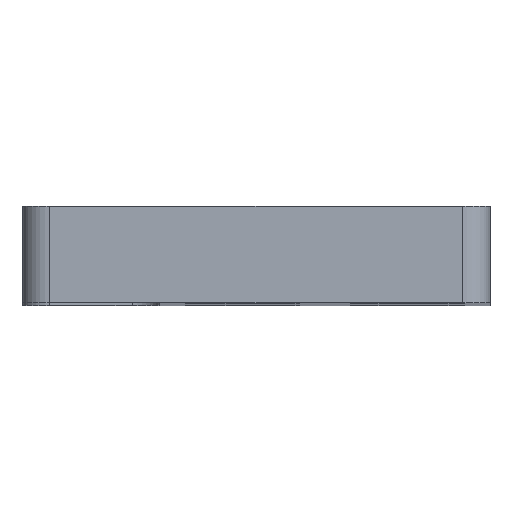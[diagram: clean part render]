
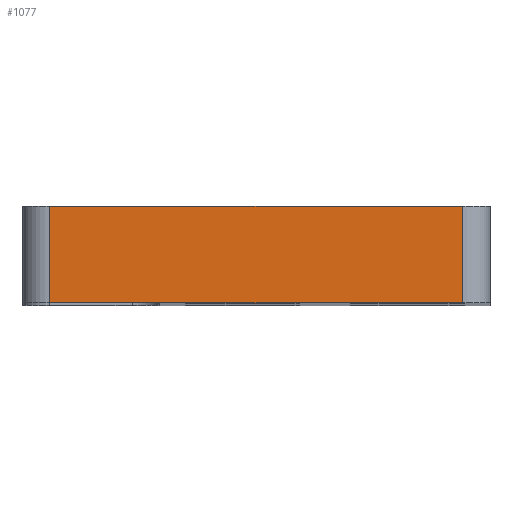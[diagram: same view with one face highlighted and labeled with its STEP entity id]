
A CAD part, top view. The second image highlights one B-rep face of the part: STEP entity #1077.
In plain terms, the highlighted planar face has unit normal (0, 0, 1).
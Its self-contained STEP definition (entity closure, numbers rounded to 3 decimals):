
#32 = PLANE('',#33);
#33 = AXIS2_PLACEMENT_3D('',#34,#35,#36);
#34 = CARTESIAN_POINT('',(76.5,0.,68.));
#35 = DIRECTION('',(0.,1.,0.));
#36 = DIRECTION('',(0.,0.,1.));
#415 = VERTEX_POINT('',#416);
#416 = CARTESIAN_POINT('',(44.5,0.,68.));
#435 = CYLINDRICAL_SURFACE('',#436,2.);
#436 = AXIS2_PLACEMENT_3D('',#437,#438,#439);
#437 = CARTESIAN_POINT('',(44.5,0.,66.));
#438 = DIRECTION('',(0.,-1.,0.));
#439 = DIRECTION('',(0.,0.,1.));
#447 = EDGE_CURVE('',#448,#415,#450,.T.);
#448 = VERTEX_POINT('',#449);
#449 = CARTESIAN_POINT('',(74.5,0.,68.));
#450 = SURFACE_CURVE('',#451,(#455,#462),.PCURVE_S1.);
#451 = LINE('',#452,#453);
#452 = CARTESIAN_POINT('',(76.5,0.,68.));
#453 = VECTOR('',#454,1.);
#454 = DIRECTION('',(-1.,0.,0.));
#455 = PCURVE('',#32,#456);
#456 = DEFINITIONAL_REPRESENTATION('',(#457),#461);
#457 = LINE('',#458,#459);
#458 = CARTESIAN_POINT('',(0.,0.));
#459 = VECTOR('',#460,1.);
#460 = DIRECTION('',(0.,-1.));
#461 = ( GEOMETRIC_REPRESENTATION_CONTEXT(2) 
PARAMETRIC_REPRESENTATION_CONTEXT() REPRESENTATION_CONTEXT('2D SPACE',''
  ) );
#462 = PCURVE('',#463,#468);
#463 = PLANE('',#464);
#464 = AXIS2_PLACEMENT_3D('',#465,#466,#467);
#465 = CARTESIAN_POINT('',(76.5,0.,68.));
#466 = DIRECTION('',(0.,0.,-1.));
#467 = DIRECTION('',(-1.,0.,0.));
#468 = DEFINITIONAL_REPRESENTATION('',(#469),#473);
#469 = LINE('',#470,#471);
#470 = CARTESIAN_POINT('',(0.,0.));
#471 = VECTOR('',#472,1.);
#472 = DIRECTION('',(1.,0.));
#473 = ( GEOMETRIC_REPRESENTATION_CONTEXT(2) 
PARAMETRIC_REPRESENTATION_CONTEXT() REPRESENTATION_CONTEXT('2D SPACE',''
  ) );
#494 = CYLINDRICAL_SURFACE('',#495,2.);
#495 = AXIS2_PLACEMENT_3D('',#496,#497,#498);
#496 = CARTESIAN_POINT('',(74.5,0.,66.));
#497 = DIRECTION('',(0.,-1.,0.));
#498 = DIRECTION('',(1.,0.,0.));
#937 = PLANE('',#938);
#938 = AXIS2_PLACEMENT_3D('',#939,#940,#941);
#939 = CARTESIAN_POINT('',(76.5,-7.,68.));
#940 = DIRECTION('',(0.,1.,0.));
#941 = DIRECTION('',(0.,0.,1.));
#974 = EDGE_CURVE('',#448,#975,#977,.T.);
#975 = VERTEX_POINT('',#976);
#976 = CARTESIAN_POINT('',(74.5,-7.,68.));
#977 = SURFACE_CURVE('',#978,(#982,#989),.PCURVE_S1.);
#978 = LINE('',#979,#980);
#979 = CARTESIAN_POINT('',(74.5,0.,68.));
#980 = VECTOR('',#981,1.);
#981 = DIRECTION('',(0.,-1.,0.));
#982 = PCURVE('',#494,#983);
#983 = DEFINITIONAL_REPRESENTATION('',(#984),#988);
#984 = LINE('',#985,#986);
#985 = CARTESIAN_POINT('',(1.571,0.));
#986 = VECTOR('',#987,1.);
#987 = DIRECTION('',(0.,1.));
#988 = ( GEOMETRIC_REPRESENTATION_CONTEXT(2) 
PARAMETRIC_REPRESENTATION_CONTEXT() REPRESENTATION_CONTEXT('2D SPACE',''
  ) );
#989 = PCURVE('',#463,#990);
#990 = DEFINITIONAL_REPRESENTATION('',(#991),#995);
#991 = LINE('',#992,#993);
#992 = CARTESIAN_POINT('',(2.,0.));
#993 = VECTOR('',#994,1.);
#994 = DIRECTION('',(0.,-1.));
#995 = ( GEOMETRIC_REPRESENTATION_CONTEXT(2) 
PARAMETRIC_REPRESENTATION_CONTEXT() REPRESENTATION_CONTEXT('2D SPACE',''
  ) );
#1077 = ADVANCED_FACE('',(#1078),#463,.F.);
#1078 = FACE_BOUND('',#1079,.F.);
#1079 = EDGE_LOOP('',(#1080,#1081,#1082,#1105));
#1080 = ORIENTED_EDGE('',*,*,#447,.F.);
#1081 = ORIENTED_EDGE('',*,*,#974,.T.);
#1082 = ORIENTED_EDGE('',*,*,#1083,.T.);
#1083 = EDGE_CURVE('',#975,#1084,#1086,.T.);
#1084 = VERTEX_POINT('',#1085);
#1085 = CARTESIAN_POINT('',(44.5,-7.,68.));
#1086 = SURFACE_CURVE('',#1087,(#1091,#1098),.PCURVE_S1.);
#1087 = LINE('',#1088,#1089);
#1088 = CARTESIAN_POINT('',(76.5,-7.,68.));
#1089 = VECTOR('',#1090,1.);
#1090 = DIRECTION('',(-1.,0.,0.));
#1091 = PCURVE('',#463,#1092);
#1092 = DEFINITIONAL_REPRESENTATION('',(#1093),#1097);
#1093 = LINE('',#1094,#1095);
#1094 = CARTESIAN_POINT('',(0.,-7.));
#1095 = VECTOR('',#1096,1.);
#1096 = DIRECTION('',(1.,0.));
#1097 = ( GEOMETRIC_REPRESENTATION_CONTEXT(2) 
PARAMETRIC_REPRESENTATION_CONTEXT() REPRESENTATION_CONTEXT('2D SPACE',''
  ) );
#1098 = PCURVE('',#937,#1099);
#1099 = DEFINITIONAL_REPRESENTATION('',(#1100),#1104);
#1100 = LINE('',#1101,#1102);
#1101 = CARTESIAN_POINT('',(0.,0.));
#1102 = VECTOR('',#1103,1.);
#1103 = DIRECTION('',(0.,-1.));
#1104 = ( GEOMETRIC_REPRESENTATION_CONTEXT(2) 
PARAMETRIC_REPRESENTATION_CONTEXT() REPRESENTATION_CONTEXT('2D SPACE',''
  ) );
#1105 = ORIENTED_EDGE('',*,*,#1106,.F.);
#1106 = EDGE_CURVE('',#415,#1084,#1107,.T.);
#1107 = SURFACE_CURVE('',#1108,(#1112,#1119),.PCURVE_S1.);
#1108 = LINE('',#1109,#1110);
#1109 = CARTESIAN_POINT('',(44.5,0.,68.));
#1110 = VECTOR('',#1111,1.);
#1111 = DIRECTION('',(0.,-1.,0.));
#1112 = PCURVE('',#463,#1113);
#1113 = DEFINITIONAL_REPRESENTATION('',(#1114),#1118);
#1114 = LINE('',#1115,#1116);
#1115 = CARTESIAN_POINT('',(32.,0.));
#1116 = VECTOR('',#1117,1.);
#1117 = DIRECTION('',(0.,-1.));
#1118 = ( GEOMETRIC_REPRESENTATION_CONTEXT(2) 
PARAMETRIC_REPRESENTATION_CONTEXT() REPRESENTATION_CONTEXT('2D SPACE',''
  ) );
#1119 = PCURVE('',#435,#1120);
#1120 = DEFINITIONAL_REPRESENTATION('',(#1121),#1125);
#1121 = LINE('',#1122,#1123);
#1122 = CARTESIAN_POINT('',(0.,0.));
#1123 = VECTOR('',#1124,1.);
#1124 = DIRECTION('',(0.,1.));
#1125 = ( GEOMETRIC_REPRESENTATION_CONTEXT(2) 
PARAMETRIC_REPRESENTATION_CONTEXT() REPRESENTATION_CONTEXT('2D SPACE',''
  ) );
